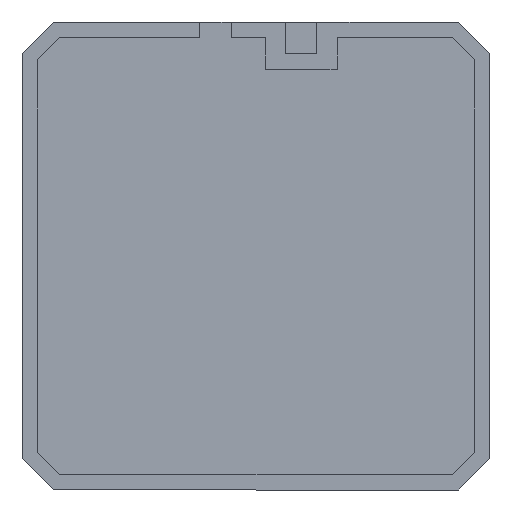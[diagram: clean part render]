
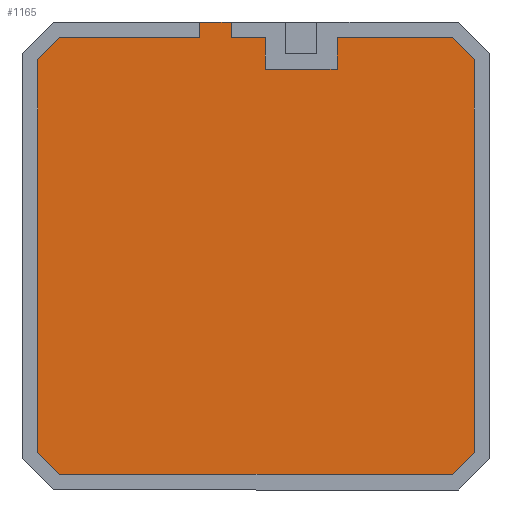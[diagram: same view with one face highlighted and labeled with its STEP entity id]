
A CAD part, front view. The second image highlights one B-rep face of the part: STEP entity #1165.
In plain terms, the highlighted planar face has unit normal (0, -1, 0).
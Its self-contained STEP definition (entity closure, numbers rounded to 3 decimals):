
#19 = CARTESIAN_POINT ( 'NONE',  ( -1.8, -4.01, 7.5 ) ) ;
#36 = CARTESIAN_POINT ( 'NONE',  ( -0.8, -4.01, 7.5 ) ) ;
#143 = DIRECTION ( 'NONE',  ( 0., 0., 1. ) ) ;
#287 = VERTEX_POINT ( 'NONE', #14569 ) ;
#433 = ORIENTED_EDGE ( 'NONE', *, *, #6618, .T. ) ;
#551 = VECTOR ( 'NONE', #14481, 1000. ) ;
#632 = LINE ( 'NONE', #6662, #3339 ) ;
#712 = CARTESIAN_POINT ( 'NONE',  ( 6.293, -4.01, -7. ) ) ;
#789 = ORIENTED_EDGE ( 'NONE', *, *, #8782, .T. ) ;
#959 = VECTOR ( 'NONE', #8023, 1000. ) ;
#1070 = VECTOR ( 'NONE', #13320, 1000. ) ;
#1131 = CARTESIAN_POINT ( 'NONE',  ( 0.3, -4.01, 7. ) ) ;
#1158 = VECTOR ( 'NONE', #143, 1000. ) ;
#1165 = ADVANCED_FACE ( 'NONE', ( #14543 ), #9100, .T. ) ;
#1225 = VERTEX_POINT ( 'NONE', #6643 ) ;
#1401 = EDGE_CURVE ( 'NONE', #7957, #10562, #8758, .T. ) ;
#1469 = VECTOR ( 'NONE', #8890, 1000. ) ;
#1540 = CARTESIAN_POINT ( 'NONE',  ( 0.3, -4.01, 7. ) ) ;
#1609 = EDGE_CURVE ( 'NONE', #7858, #1749, #10717, .T. ) ;
#1749 = VERTEX_POINT ( 'NONE', #4359 ) ;
#1793 = CARTESIAN_POINT ( 'NONE',  ( -6.293, -4.01, 7. ) ) ;
#2297 = CARTESIAN_POINT ( 'NONE',  ( 7., -4.01, 6.293 ) ) ;
#2476 = CARTESIAN_POINT ( 'NONE',  ( 0.3, -4.01, 6. ) ) ;
#2648 = ORIENTED_EDGE ( 'NONE', *, *, #1609, .T. ) ;
#3315 = VECTOR ( 'NONE', #12427, 1000. ) ;
#3339 = VECTOR ( 'NONE', #7804, 1000. ) ;
#3448 = VECTOR ( 'NONE', #12517, 1000. ) ;
#3487 = ORIENTED_EDGE ( 'NONE', *, *, #10940, .T. ) ;
#3510 = CARTESIAN_POINT ( 'NONE',  ( -6.293, -4.01, 7. ) ) ;
#3526 = LINE ( 'NONE', #1131, #12946 ) ;
#3652 = EDGE_CURVE ( 'NONE', #11544, #7957, #7024, .T. ) ;
#3804 = EDGE_CURVE ( 'NONE', #4277, #11367, #13596, .T. ) ;
#4218 = VECTOR ( 'NONE', #12485, 1000. ) ;
#4277 = VERTEX_POINT ( 'NONE', #2476 ) ;
#4359 = CARTESIAN_POINT ( 'NONE',  ( 6.293, -4.01, 7. ) ) ;
#4490 = CARTESIAN_POINT ( 'NONE',  ( 7., -4.01, 6.293 ) ) ;
#5423 = VERTEX_POINT ( 'NONE', #12473 ) ;
#6101 = VECTOR ( 'NONE', #11441, 1000. ) ;
#6324 = LINE ( 'NONE', #11279, #3315 ) ;
#6334 = VERTEX_POINT ( 'NONE', #13774 ) ;
#6618 = EDGE_CURVE ( 'NONE', #8824, #7858, #12470, .T. ) ;
#6643 = CARTESIAN_POINT ( 'NONE',  ( 6.293, -4.01, -7. ) ) ;
#6662 = CARTESIAN_POINT ( 'NONE',  ( -1.8, -4.01, 7. ) ) ;
#6825 = DIRECTION ( 'NONE',  ( -1., 0., 0. ) ) ;
#6884 = CARTESIAN_POINT ( 'NONE',  ( -6.293, -4.01, -7. ) ) ;
#7024 = LINE ( 'NONE', #3510, #959 ) ;
#7109 = CARTESIAN_POINT ( 'NONE',  ( -1.8, -4.01, 7. ) ) ;
#7220 = LINE ( 'NONE', #36, #1158 ) ;
#7363 = LINE ( 'NONE', #13763, #13066 ) ;
#7514 = LINE ( 'NONE', #13934, #10554 ) ;
#7529 = LINE ( 'NONE', #7761, #1469 ) ;
#7540 = DIRECTION ( 'NONE',  ( 0.707, 0., 0.707 ) ) ;
#7761 = CARTESIAN_POINT ( 'NONE',  ( 0.3, -4.01, 6. ) ) ;
#7804 = DIRECTION ( 'NONE',  ( -1., 0., 0. ) ) ;
#7858 = VERTEX_POINT ( 'NONE', #2297 ) ;
#7957 = VERTEX_POINT ( 'NONE', #11650 ) ;
#8018 = CARTESIAN_POINT ( 'NONE',  ( 6.293, -4.01, 7. ) ) ;
#8023 = DIRECTION ( 'NONE',  ( -0.707, 0., -0.707 ) ) ;
#8493 = EDGE_CURVE ( 'NONE', #11367, #6334, #3526, .T. ) ;
#8615 = VERTEX_POINT ( 'NONE', #7109 ) ;
#8758 = LINE ( 'NONE', #10226, #6101 ) ;
#8782 = EDGE_CURVE ( 'NONE', #1225, #8824, #13112, .T. ) ;
#8824 = VERTEX_POINT ( 'NONE', #14574 ) ;
#8856 = EDGE_CURVE ( 'NONE', #8615, #11544, #632, .T. ) ;
#8890 = DIRECTION ( 'NONE',  ( -1., 0., 0. ) ) ;
#8909 = ORIENTED_EDGE ( 'NONE', *, *, #14160, .T. ) ;
#9100 = PLANE ( 'NONE',  #11563 ) ;
#9224 = CARTESIAN_POINT ( 'NONE',  ( -1.8, -4.01, 7.5 ) ) ;
#9322 = CARTESIAN_POINT ( 'NONE',  ( 0.3, -4.01, 7. ) ) ;
#9457 = ORIENTED_EDGE ( 'NONE', *, *, #8493, .T. ) ;
#9928 = ORIENTED_EDGE ( 'NONE', *, *, #3804, .T. ) ;
#10046 = VECTOR ( 'NONE', #13729, 1000. ) ;
#10107 = VECTOR ( 'NONE', #7540, 1000. ) ;
#10226 = CARTESIAN_POINT ( 'NONE',  ( -7., -4.01, 6.293 ) ) ;
#10526 = CARTESIAN_POINT ( 'NONE',  ( 2.6, -4.01, 7. ) ) ;
#10528 = ORIENTED_EDGE ( 'NONE', *, *, #12048, .T. ) ;
#10554 = VECTOR ( 'NONE', #11641, 1000. ) ;
#10562 = VERTEX_POINT ( 'NONE', #13935 ) ;
#10585 = VECTOR ( 'NONE', #13996, 1000. ) ;
#10717 = LINE ( 'NONE', #4490, #551 ) ;
#10755 = DIRECTION ( 'NONE',  ( 0., -1., 0. ) ) ;
#10765 = ORIENTED_EDGE ( 'NONE', *, *, #1401, .T. ) ;
#10940 = EDGE_CURVE ( 'NONE', #10562, #5423, #7363, .T. ) ;
#10983 = ORIENTED_EDGE ( 'NONE', *, *, #12161, .T. ) ;
#11142 = ORIENTED_EDGE ( 'NONE', *, *, #14141, .T. ) ;
#11279 = CARTESIAN_POINT ( 'NONE',  ( -1.8, -4.01, 7.5 ) ) ;
#11294 = EDGE_LOOP ( 'NONE', ( #9457, #8909, #10983, #12704, #14664, #14236, #10765, #3487, #12952, #789, #433, #2648, #11142, #14102, #10528, #9928 ) ) ;
#11367 = VERTEX_POINT ( 'NONE', #9322 ) ;
#11441 = DIRECTION ( 'NONE',  ( 0., 0., -1. ) ) ;
#11544 = VERTEX_POINT ( 'NONE', #1793 ) ;
#11563 = AXIS2_PLACEMENT_3D ( 'NONE', #14255, #10755, #11614 ) ;
#11614 = DIRECTION ( 'NONE',  ( 0., 0., -1. ) ) ;
#11641 = DIRECTION ( 'NONE',  ( 0., 0., -1. ) ) ;
#11650 = CARTESIAN_POINT ( 'NONE',  ( -7., -4.01, 6.293 ) ) ;
#11803 = EDGE_CURVE ( 'NONE', #5423, #1225, #12698, .T. ) ;
#12014 = CARTESIAN_POINT ( 'NONE',  ( 7., -4.01, -6.293 ) ) ;
#12048 = EDGE_CURVE ( 'NONE', #13690, #4277, #7529, .T. ) ;
#12161 = EDGE_CURVE ( 'NONE', #287, #13593, #13583, .T. ) ;
#12427 = DIRECTION ( 'NONE',  ( 0., 0., -1. ) ) ;
#12470 = LINE ( 'NONE', #12014, #1070 ) ;
#12473 = CARTESIAN_POINT ( 'NONE',  ( -6.293, -4.01, -7. ) ) ;
#12485 = DIRECTION ( 'NONE',  ( -1., 0., 0. ) ) ;
#12517 = DIRECTION ( 'NONE',  ( -1., 0., 0. ) ) ;
#12628 = DIRECTION ( 'NONE',  ( 0.707, 0., -0.707 ) ) ;
#12698 = LINE ( 'NONE', #6884, #10046 ) ;
#12704 = ORIENTED_EDGE ( 'NONE', *, *, #14585, .T. ) ;
#12707 = EDGE_CURVE ( 'NONE', #13656, #13690, #7514, .T. ) ;
#12806 = CARTESIAN_POINT ( 'NONE',  ( 2.6, -4.01, 6. ) ) ;
#12946 = VECTOR ( 'NONE', #6825, 1000. ) ;
#12952 = ORIENTED_EDGE ( 'NONE', *, *, #11803, .T. ) ;
#13066 = VECTOR ( 'NONE', #12628, 1000. ) ;
#13112 = LINE ( 'NONE', #712, #10107 ) ;
#13272 = LINE ( 'NONE', #8018, #4218 ) ;
#13320 = DIRECTION ( 'NONE',  ( 0., 0., 1. ) ) ;
#13583 = LINE ( 'NONE', #19, #3448 ) ;
#13593 = VERTEX_POINT ( 'NONE', #9224 ) ;
#13596 = LINE ( 'NONE', #1540, #10585 ) ;
#13656 = VERTEX_POINT ( 'NONE', #10526 ) ;
#13690 = VERTEX_POINT ( 'NONE', #12806 ) ;
#13729 = DIRECTION ( 'NONE',  ( 1., 0., 0. ) ) ;
#13763 = CARTESIAN_POINT ( 'NONE',  ( -7., -4.01, -6.293 ) ) ;
#13774 = CARTESIAN_POINT ( 'NONE',  ( -0.8, -4.01, 7. ) ) ;
#13934 = CARTESIAN_POINT ( 'NONE',  ( 2.6, -4.01, 7. ) ) ;
#13935 = CARTESIAN_POINT ( 'NONE',  ( -7., -4.01, -6.293 ) ) ;
#13996 = DIRECTION ( 'NONE',  ( 0., 0., 1. ) ) ;
#14102 = ORIENTED_EDGE ( 'NONE', *, *, #12707, .T. ) ;
#14141 = EDGE_CURVE ( 'NONE', #1749, #13656, #13272, .T. ) ;
#14160 = EDGE_CURVE ( 'NONE', #6334, #287, #7220, .T. ) ;
#14236 = ORIENTED_EDGE ( 'NONE', *, *, #3652, .T. ) ;
#14255 = CARTESIAN_POINT ( 'NONE',  ( 0., -4.01, 0. ) ) ;
#14481 = DIRECTION ( 'NONE',  ( -0.707, 0., 0.707 ) ) ;
#14543 = FACE_OUTER_BOUND ( 'NONE', #11294, .T. ) ;
#14569 = CARTESIAN_POINT ( 'NONE',  ( -0.8, -4.01, 7.5 ) ) ;
#14574 = CARTESIAN_POINT ( 'NONE',  ( 7., -4.01, -6.293 ) ) ;
#14585 = EDGE_CURVE ( 'NONE', #13593, #8615, #6324, .T. ) ;
#14664 = ORIENTED_EDGE ( 'NONE', *, *, #8856, .T. ) ;
